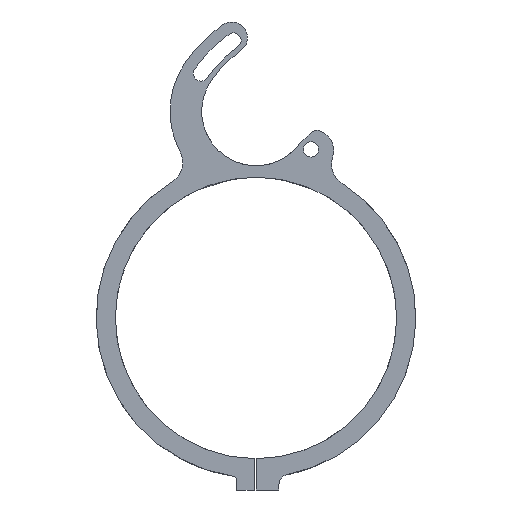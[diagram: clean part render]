
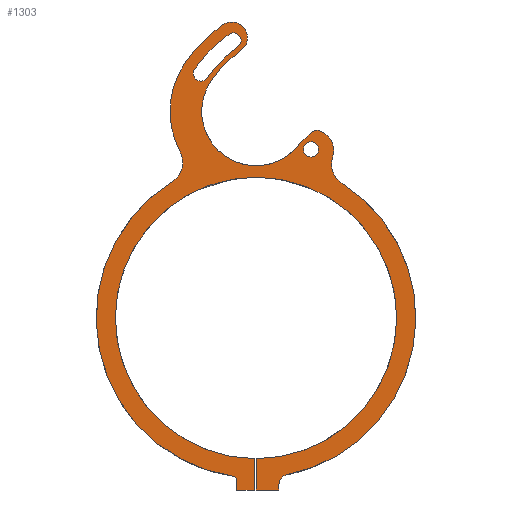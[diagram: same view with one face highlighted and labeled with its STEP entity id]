
A CAD part, front view. The second image highlights one B-rep face of the part: STEP entity #1303.
In plain terms, the highlighted planar face has unit normal (0, -1, 0).
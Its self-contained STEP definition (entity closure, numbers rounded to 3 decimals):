
#31=FACE_BOUND('',#182,.T.);
#32=FACE_BOUND('',#183,.T.);
#46=PLANE('',#1476);
#104=FACE_OUTER_BOUND('',#181,.T.);
#181=EDGE_LOOP('',(#1102,#1103,#1104,#1105,#1106,#1107,#1108,#1109,#1110,
#1111,#1112,#1113,#1114,#1115,#1116,#1117,#1118,#1119,#1120,#1121,#1122,
#1123));
#182=EDGE_LOOP('',(#1124));
#183=EDGE_LOOP('',(#1125,#1126,#1127,#1128));
#237=LINE('',#2122,#315);
#249=LINE('',#2187,#327);
#254=LINE('',#2206,#332);
#258=LINE('',#2218,#336);
#288=LINE('',#2483,#366);
#289=LINE('',#2484,#367);
#315=VECTOR('',#1578,10.);
#327=VECTOR('',#1610,10.);
#332=VECTOR('',#1629,10.);
#336=VECTOR('',#1645,10.);
#366=VECTOR('',#1869,10.);
#367=VECTOR('',#1870,10.);
#394=CIRCLE('',#1354,2.5);
#395=CIRCLE('',#1356,41.813);
#396=CIRCLE('',#1358,1.25);
#454=CIRCLE('',#1448,14.2);
#460=CIRCLE('',#1461,36.813);
#461=CIRCLE('',#1463,2.);
#462=CIRCLE('',#1465,5.5);
#463=CIRCLE('',#1467,6.);
#464=CIRCLE('',#1469,22.5);
#465=CIRCLE('',#1471,6.);
#467=CIRCLE('',#1477,14.2);
#468=CIRCLE('',#1478,3.3);
#469=CIRCLE('',#1479,31.7);
#470=CIRCLE('',#1480,4.15);
#471=CIRCLE('',#1481,40.);
#472=CIRCLE('',#1482,41.813);
#473=CIRCLE('',#1483,2.);
#474=CIRCLE('',#1484,37.);
#475=CIRCLE('',#1485,2.);
#476=CIRCLE('',#1486,33.);
#477=CIRCLE('',#1487,2.);
#505=VERTEX_POINT('',#2058);
#506=VERTEX_POINT('',#2060);
#507=VERTEX_POINT('',#2088);
#510=VERTEX_POINT('',#2104);
#511=VERTEX_POINT('',#2106);
#517=VERTEX_POINT('',#2120);
#531=VERTEX_POINT('',#2184);
#532=VERTEX_POINT('',#2186);
#538=VERTEX_POINT('',#2203);
#539=VERTEX_POINT('',#2205);
#541=VERTEX_POINT('',#2217);
#585=VERTEX_POINT('',#2415);
#586=VERTEX_POINT('',#2417);
#593=VERTEX_POINT('',#2448);
#594=VERTEX_POINT('',#2450);
#595=VERTEX_POINT('',#2454);
#596=VERTEX_POINT('',#2458);
#597=VERTEX_POINT('',#2460);
#598=VERTEX_POINT('',#2464);
#599=VERTEX_POINT('',#2474);
#600=VERTEX_POINT('',#2477);
#601=VERTEX_POINT('',#2479);
#602=VERTEX_POINT('',#2485);
#603=VERTEX_POINT('',#2487);
#604=VERTEX_POINT('',#2488);
#605=VERTEX_POINT('',#2490);
#606=VERTEX_POINT('',#2492);
#636=EDGE_CURVE('',#505,#506,#394,.T.);
#640=EDGE_CURVE('',#507,#505,#395,.T.);
#643=EDGE_CURVE('',#510,#511,#396,.T.);
#651=EDGE_CURVE('',#517,#510,#237,.T.);
#670=EDGE_CURVE('',#532,#531,#249,.T.);
#680=EDGE_CURVE('',#539,#538,#254,.T.);
#687=EDGE_CURVE('',#541,#506,#258,.T.);
#753=EDGE_CURVE('',#586,#585,#454,.T.);
#768=EDGE_CURVE('',#532,#538,#460,.T.);
#770=EDGE_CURVE('',#593,#594,#461,.T.);
#772=EDGE_CURVE('',#595,#594,#462,.T.);
#775=EDGE_CURVE('',#596,#597,#463,.T.);
#777=EDGE_CURVE('',#598,#597,#464,.T.);
#779=EDGE_CURVE('',#595,#507,#465,.T.);
#781=EDGE_CURVE('',#599,#593,#467,.T.);
#782=EDGE_CURVE('',#599,#586,#468,.T.);
#783=EDGE_CURVE('',#600,#585,#469,.T.);
#784=EDGE_CURVE('',#600,#601,#470,.T.);
#785=EDGE_CURVE('',#601,#598,#471,.T.);
#786=EDGE_CURVE('',#511,#596,#472,.T.);
#787=EDGE_CURVE('',#539,#517,#288,.T.);
#788=EDGE_CURVE('',#541,#531,#289,.T.);
#789=EDGE_CURVE('',#602,#602,#473,.T.);
#790=EDGE_CURVE('',#603,#604,#474,.T.);
#791=EDGE_CURVE('',#604,#605,#475,.T.);
#792=EDGE_CURVE('',#605,#606,#476,.T.);
#793=EDGE_CURVE('',#606,#603,#477,.T.);
#1102=ORIENTED_EDGE('',*,*,#770,.F.);
#1103=ORIENTED_EDGE('',*,*,#781,.F.);
#1104=ORIENTED_EDGE('',*,*,#782,.T.);
#1105=ORIENTED_EDGE('',*,*,#753,.T.);
#1106=ORIENTED_EDGE('',*,*,#783,.F.);
#1107=ORIENTED_EDGE('',*,*,#784,.T.);
#1108=ORIENTED_EDGE('',*,*,#785,.T.);
#1109=ORIENTED_EDGE('',*,*,#777,.T.);
#1110=ORIENTED_EDGE('',*,*,#775,.F.);
#1111=ORIENTED_EDGE('',*,*,#786,.F.);
#1112=ORIENTED_EDGE('',*,*,#643,.F.);
#1113=ORIENTED_EDGE('',*,*,#651,.F.);
#1114=ORIENTED_EDGE('',*,*,#787,.F.);
#1115=ORIENTED_EDGE('',*,*,#680,.T.);
#1116=ORIENTED_EDGE('',*,*,#768,.F.);
#1117=ORIENTED_EDGE('',*,*,#670,.T.);
#1118=ORIENTED_EDGE('',*,*,#788,.F.);
#1119=ORIENTED_EDGE('',*,*,#687,.T.);
#1120=ORIENTED_EDGE('',*,*,#636,.F.);
#1121=ORIENTED_EDGE('',*,*,#640,.F.);
#1122=ORIENTED_EDGE('',*,*,#779,.F.);
#1123=ORIENTED_EDGE('',*,*,#772,.T.);
#1124=ORIENTED_EDGE('',*,*,#789,.T.);
#1125=ORIENTED_EDGE('',*,*,#790,.T.);
#1126=ORIENTED_EDGE('',*,*,#791,.T.);
#1127=ORIENTED_EDGE('',*,*,#792,.T.);
#1128=ORIENTED_EDGE('',*,*,#793,.T.);
#1303=ADVANCED_FACE('',(#104,#31,#32),#46,.F.);
#1354=AXIS2_PLACEMENT_3D('',#2061,#1553,#1554);
#1356=AXIS2_PLACEMENT_3D('',#2090,#1559,#1560);
#1358=AXIS2_PLACEMENT_3D('',#2107,#1564,#1565);
#1448=AXIS2_PLACEMENT_3D('',#2418,#1784,#1785);
#1461=AXIS2_PLACEMENT_3D('',#2446,#1819,#1820);
#1463=AXIS2_PLACEMENT_3D('',#2451,#1824,#1825);
#1465=AXIS2_PLACEMENT_3D('',#2455,#1829,#1830);
#1467=AXIS2_PLACEMENT_3D('',#2461,#1835,#1836);
#1469=AXIS2_PLACEMENT_3D('',#2465,#1840,#1841);
#1471=AXIS2_PLACEMENT_3D('',#2468,#1845,#1846);
#1476=AXIS2_PLACEMENT_3D('',#2473,#1855,#1856);
#1477=AXIS2_PLACEMENT_3D('',#2475,#1857,#1858);
#1478=AXIS2_PLACEMENT_3D('',#2476,#1859,#1860);
#1479=AXIS2_PLACEMENT_3D('',#2478,#1861,#1862);
#1480=AXIS2_PLACEMENT_3D('',#2480,#1863,#1864);
#1481=AXIS2_PLACEMENT_3D('',#2481,#1865,#1866);
#1482=AXIS2_PLACEMENT_3D('',#2482,#1867,#1868);
#1483=AXIS2_PLACEMENT_3D('',#2486,#1871,#1872);
#1484=AXIS2_PLACEMENT_3D('',#2489,#1873,#1874);
#1485=AXIS2_PLACEMENT_3D('',#2491,#1875,#1876);
#1486=AXIS2_PLACEMENT_3D('',#2493,#1877,#1878);
#1487=AXIS2_PLACEMENT_3D('',#2494,#1879,#1880);
#1553=DIRECTION('center_axis',(0.,-1.,0.));
#1554=DIRECTION('ref_axis',(-0.772,0.,0.636));
#1559=DIRECTION('center_axis',(0.,1.,0.));
#1560=DIRECTION('ref_axis',(1.,0.,0.));
#1564=DIRECTION('center_axis',(0.,-1.,0.));
#1565=DIRECTION('ref_axis',(0.757,0.,0.654));
#1578=DIRECTION('',(0.,0.,1.));
#1610=DIRECTION('',(0.,0.,-1.));
#1629=DIRECTION('',(0.,0.,1.));
#1645=DIRECTION('',(0.,0.,1.));
#1784=DIRECTION('center_axis',(0.,1.,0.));
#1785=DIRECTION('ref_axis',(0.823,0.,-0.567));
#1819=DIRECTION('center_axis',(0.,-1.,0.));
#1820=DIRECTION('ref_axis',(1.,0.,0.));
#1824=DIRECTION('center_axis',(0.,1.,0.));
#1825=DIRECTION('ref_axis',(-0.239,0.,0.971));
#1829=DIRECTION('center_axis',(0.,-1.,0.));
#1830=DIRECTION('ref_axis',(1.,0.,0.));
#1835=DIRECTION('center_axis',(0.,-1.,0.));
#1836=DIRECTION('ref_axis',(0.965,0.,-0.261));
#1840=DIRECTION('center_axis',(0.,-1.,0.));
#1841=DIRECTION('ref_axis',(-0.823,0.,0.567));
#1845=DIRECTION('center_axis',(0.,-1.,0.));
#1846=DIRECTION('ref_axis',(-0.941,0.,-0.338));
#1855=DIRECTION('center_axis',(0.,1.,0.));
#1856=DIRECTION('ref_axis',(1.,0.,0.));
#1857=DIRECTION('center_axis',(0.,-1.,0.));
#1858=DIRECTION('ref_axis',(1.,0.,0.));
#1859=DIRECTION('center_axis',(0.,-1.,0.));
#1860=DIRECTION('ref_axis',(-0.58,0.,0.815));
#1861=DIRECTION('center_axis',(0.,-1.,0.));
#1862=DIRECTION('ref_axis',(-0.58,0.,0.815));
#1863=DIRECTION('center_axis',(0.,-1.,0.));
#1864=DIRECTION('ref_axis',(0.58,0.,-0.815));
#1865=DIRECTION('center_axis',(0.,-1.,0.));
#1866=DIRECTION('ref_axis',(-0.58,0.,0.815));
#1867=DIRECTION('center_axis',(0.,1.,0.));
#1868=DIRECTION('ref_axis',(1.,0.,0.));
#1869=DIRECTION('',(-1.,0.,0.));
#1870=DIRECTION('',(-1.,0.,0.));
#1871=DIRECTION('center_axis',(0.,1.,0.));
#1872=DIRECTION('ref_axis',(1.,0.,0.));
#1873=DIRECTION('center_axis',(0.,1.,0.));
#1874=DIRECTION('ref_axis',(-0.58,0.,0.815));
#1875=DIRECTION('center_axis',(0.,1.,0.));
#1876=DIRECTION('ref_axis',(1.,0.,0.));
#1877=DIRECTION('center_axis',(0.,-1.,0.));
#1878=DIRECTION('ref_axis',(-0.58,0.,0.815));
#1879=DIRECTION('center_axis',(0.,1.,0.));
#1880=DIRECTION('ref_axis',(1.,0.,0.));
#2058=CARTESIAN_POINT('',(8.02,0.,-41.036));
#2060=CARTESIAN_POINT('',(6.,0.,-43.49));
#2061=CARTESIAN_POINT('Origin',(8.5,0.,-43.49));
#2088=CARTESIAN_POINT('',(22.543,0.,35.215));
#2090=CARTESIAN_POINT('Origin',(0.,0.,0.));
#2104=CARTESIAN_POINT('',(-5.,0.,-42.607));
#2106=CARTESIAN_POINT('',(-6.069,0.,-41.37));
#2107=CARTESIAN_POINT('Origin',(-6.25,0.,-42.607));
#2120=CARTESIAN_POINT('',(-5.,0.,-45.013));
#2122=CARTESIAN_POINT('',(-5.,0.,-45.013));
#2184=CARTESIAN_POINT('',(0.,0.,-45.013));
#2186=CARTESIAN_POINT('',(0.,0.,-36.813));
#2187=CARTESIAN_POINT('',(0.,0.,-18.406));
#2203=CARTESIAN_POINT('',(-0.5,0.,-36.809));
#2205=CARTESIAN_POINT('',(-0.5,0.,-45.013));
#2206=CARTESIAN_POINT('',(-0.5,0.,-22.506));
#2217=CARTESIAN_POINT('',(6.,0.,-45.013));
#2218=CARTESIAN_POINT('',(6.,0.,-44.013));
#2415=CARTESIAN_POINT('',(-11.693,0.,62.07));
#2417=CARTESIAN_POINT('',(11.693,0.,45.956));
#2418=CARTESIAN_POINT('Origin',(0.,0.,54.013));
#2446=CARTESIAN_POINT('Origin',(0.,0.,0.));
#2448=CARTESIAN_POINT('',(14.5,0.,48.499));
#2450=CARTESIAN_POINT('',(16.576,0.,49.009));
#2451=CARTESIAN_POINT('Origin',(15.941,0.,47.113));
#2454=CARTESIAN_POINT('',(20.066,0.,42.108));
#2455=CARTESIAN_POINT('Origin',(14.831,0.,43.793));
#2458=CARTESIAN_POINT('',(-22.014,0.,35.548));
#2460=CARTESIAN_POINT('',(-19.873,0.,43.463));
#2461=CARTESIAN_POINT('Origin',(-25.173,0.,40.649));
#2464=CARTESIAN_POINT('',(-18.528,0.,66.779));
#2465=CARTESIAN_POINT('Origin',(0.,0.,54.013));
#2468=CARTESIAN_POINT('Origin',(25.778,0.,40.269));
#2473=CARTESIAN_POINT('Origin',(0.,0.,0.));
#2474=CARTESIAN_POINT('',(12.497,0.,46.772));
#2475=CARTESIAN_POINT('Origin',(4.265,0.,58.342));
#2476=CARTESIAN_POINT('Origin',(14.41,0.,44.083));
#2477=CARTESIAN_POINT('',(-3.967,0.,69.913));
#2478=CARTESIAN_POINT('Origin',(14.41,0.,44.083));
#2479=CARTESIAN_POINT('',(-8.779,0.,76.676));
#2480=CARTESIAN_POINT('Origin',(-6.373,0.,73.294));
#2481=CARTESIAN_POINT('Origin',(14.41,0.,44.083));
#2482=CARTESIAN_POINT('Origin',(0.,0.,0.));
#2483=CARTESIAN_POINT('',(6.,0.,-45.013));
#2484=CARTESIAN_POINT('',(6.,0.,-45.013));
#2485=CARTESIAN_POINT('',(12.41,0.,44.083));
#2486=CARTESIAN_POINT('Origin',(14.41,0.,44.083));
#2487=CARTESIAN_POINT('',(-16.057,0.,65.077));
#2488=CARTESIAN_POINT('',(-7.04,0.,74.231));
#2489=CARTESIAN_POINT('Origin',(14.41,0.,44.083));
#2490=CARTESIAN_POINT('',(-4.721,0.,70.972));
#2491=CARTESIAN_POINT('Origin',(-5.88,0.,72.602));
#2492=CARTESIAN_POINT('',(-12.763,0.,62.807));
#2493=CARTESIAN_POINT('Origin',(14.41,0.,44.083));
#2494=CARTESIAN_POINT('Origin',(-14.41,0.,63.942));
